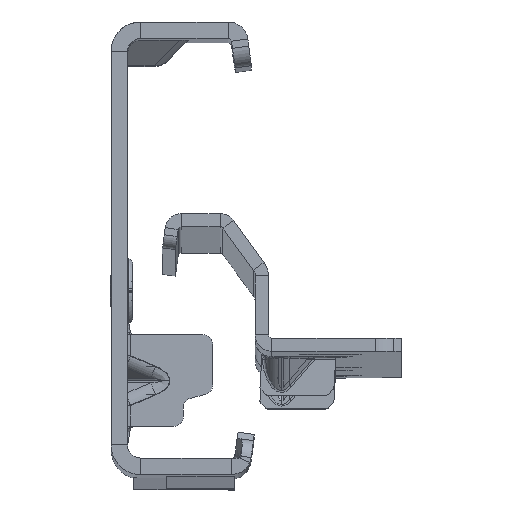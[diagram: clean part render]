
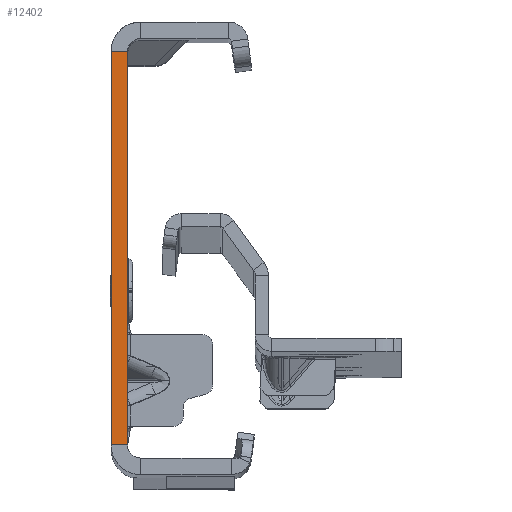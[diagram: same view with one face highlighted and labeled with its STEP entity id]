
A CAD part, top view. The second image highlights one B-rep face of the part: STEP entity #12402.
In plain terms, the highlighted planar face has unit normal (0, 0, 1).
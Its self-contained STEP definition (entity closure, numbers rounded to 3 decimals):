
#142 = CARTESIAN_POINT ( 'NONE',  ( 0., -30., 0. ) ) ;
#731 = VERTEX_POINT ( 'NONE', #11641 ) ;
#780 = VECTOR ( 'NONE', #17170, 1000. ) ;
#815 = AXIS2_PLACEMENT_3D ( 'NONE', #6415, #12570, #10220 ) ;
#2675 = LINE ( 'NONE', #5695, #780 ) ;
#3036 = VERTEX_POINT ( 'NONE', #23783 ) ;
#3506 = LINE ( 'NONE', #11890, #8532 ) ;
#4235 = VECTOR ( 'NONE', #4615, 1000. ) ;
#4615 = DIRECTION ( 'NONE',  ( 0., -1., 0. ) ) ;
#5651 = ORIENTED_EDGE ( 'NONE', *, *, #14457, .F. ) ;
#5695 = CARTESIAN_POINT ( 'NONE',  ( 0., -30., 0. ) ) ;
#5729 = LINE ( 'NONE', #11534, #19814 ) ;
#6415 = CARTESIAN_POINT ( 'NONE',  ( -2.5, -32., 0. ) ) ;
#6460 = DIRECTION ( 'NONE',  ( -1., 0., 0. ) ) ;
#8532 = VECTOR ( 'NONE', #6460, 1000. ) ;
#8629 = EDGE_CURVE ( 'NONE', #3036, #10715, #3506, .T. ) ;
#8639 = FACE_OUTER_BOUND ( 'NONE', #20628, .T. ) ;
#9363 = ORIENTED_EDGE ( 'NONE', *, *, #20319, .F. ) ;
#9794 = DIRECTION ( 'NONE',  ( 0., -1., 0. ) ) ;
#10220 = DIRECTION ( 'NONE',  ( 1., 0., 0. ) ) ;
#10715 = VERTEX_POINT ( 'NONE', #12334 ) ;
#11534 = CARTESIAN_POINT ( 'NONE',  ( -2.5, -32., 0. ) ) ;
#11641 = CARTESIAN_POINT ( 'NONE',  ( -2.5, -30., 0. ) ) ;
#11890 = CARTESIAN_POINT ( 'NONE',  ( 0., 30., 0. ) ) ;
#12334 = CARTESIAN_POINT ( 'NONE',  ( -2.5, 30., 0. ) ) ;
#12402 = ADVANCED_FACE ( 'NONE', ( #8639 ), #18013, .T. ) ;
#12570 = DIRECTION ( 'NONE',  ( 0., 0., 1. ) ) ;
#14266 = LINE ( 'NONE', #19918, #4235 ) ;
#14457 = EDGE_CURVE ( 'NONE', #3036, #15920, #14266, .T. ) ;
#15920 = VERTEX_POINT ( 'NONE', #142 ) ;
#17170 = DIRECTION ( 'NONE',  ( -1., 0., 0. ) ) ;
#17946 = EDGE_CURVE ( 'NONE', #10715, #731, #5729, .T. ) ;
#18013 = PLANE ( 'NONE',  #815 ) ;
#18654 = ORIENTED_EDGE ( 'NONE', *, *, #17946, .T. ) ;
#19814 = VECTOR ( 'NONE', #9794, 1000. ) ;
#19918 = CARTESIAN_POINT ( 'NONE',  ( 0., -32., 0. ) ) ;
#20319 = EDGE_CURVE ( 'NONE', #15920, #731, #2675, .T. ) ;
#20628 = EDGE_LOOP ( 'NONE', ( #5651, #22083, #18654, #9363 ) ) ;
#22083 = ORIENTED_EDGE ( 'NONE', *, *, #8629, .T. ) ;
#23783 = CARTESIAN_POINT ( 'NONE',  ( 0., 30., 0. ) ) ;
